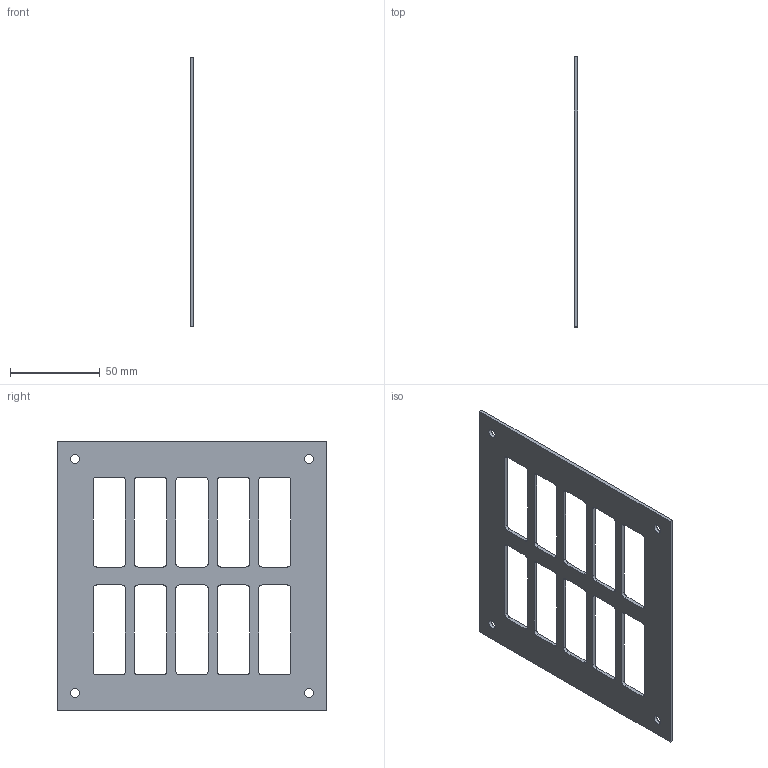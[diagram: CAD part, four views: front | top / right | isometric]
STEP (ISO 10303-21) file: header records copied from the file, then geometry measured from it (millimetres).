
FILE_DESCRIPTION(('STEP AP242'), '1');
FILE_NAME('Äåòàëü Áîêîâàÿ ñòåíêà 15 ñì', '2025-02-22T16:32:57', (''), (''), 'C3D Converter', 'C3D Toolkit', '');
FILE_SCHEMA(('AP242_MANAGED_MODEL_BASED_3D_ENGINEERING_MIM_LF { 1 0 10303 442 1 1 4 }'));
Length unit declared in the file: millimetre
Bounding box: 2 x 150 x 150 mm (x, y, z)
Volume: 26911.6 mm3; surface area: 30888.6 mm2
Topology: 1 solids, 1 shells, 90 faces, 264 edges, 176 vertices
Faces by surface type: plane 46, cylinder 44
Full cylindrical faces by diameter (mm): 5 x4
Entity records: 3812 total; most frequent: DIRECTION 530, CARTESIAN_POINT 527, ORIENTED_EDGE 520, EDGE_CURVE 260, AXIS2_PLACEMENT_3D 179, VERTEX_POINT 176, LINE 172, VECTOR 172
